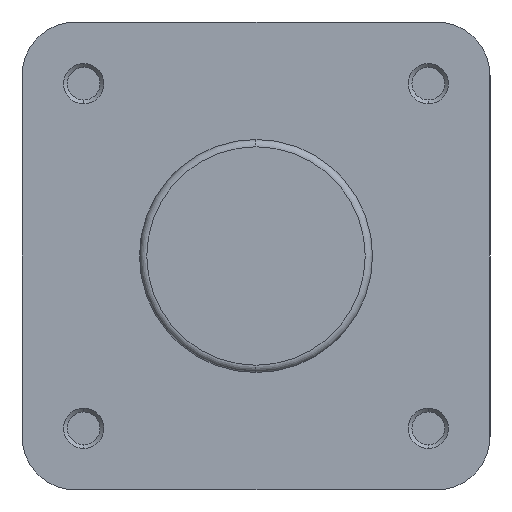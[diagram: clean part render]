
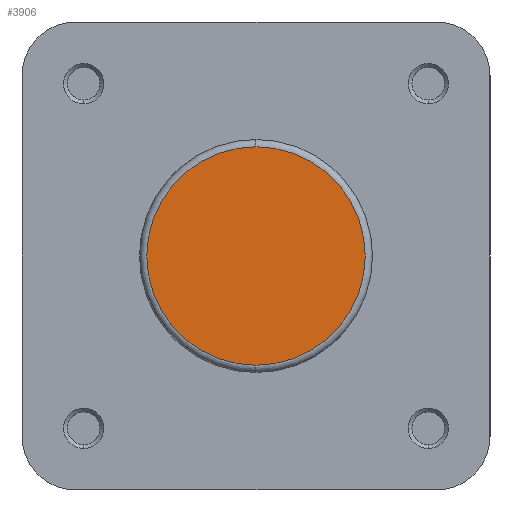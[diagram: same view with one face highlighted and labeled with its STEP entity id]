
A CAD part, left-side view. The second image highlights one B-rep face of the part: STEP entity #3906.
In plain terms, the highlighted planar face has unit normal (-1, 0, 0).
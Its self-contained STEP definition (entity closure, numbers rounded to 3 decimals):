
#554 = EDGE_CURVE ( 'NONE', #4219, #4141, #3212, .T. ) ;
#661 = EDGE_CURVE ( 'NONE', #4141, #4219, #3363, .T. ) ;
#798 = AXIS2_PLACEMENT_3D ( 'NONE', #4845, #4846, #4847 ) ;
#852 = AXIS2_PLACEMENT_3D ( 'NONE', #5120, #5122, #5123 ) ;
#949 = AXIS2_PLACEMENT_3D ( 'NONE', #1519, #1522, #1523 ) ;
#1519 = CARTESIAN_POINT ( 'NONE',  ( 0., 23.9, 0. ) ) ;
#1520 = PLANE ( 'NONE',  #949 ) ;
#1522 = DIRECTION ( 'NONE',  ( 1., 0., 0. ) ) ;
#1523 = DIRECTION ( 'NONE',  ( 0., 0., -1. ) ) ;
#2139 = CARTESIAN_POINT ( 'NONE',  ( 0., 0., 22.4 ) ) ;
#2217 = CARTESIAN_POINT ( 'NONE',  ( 0., 0., -22.4 ) ) ;
#2515 = EDGE_LOOP ( 'NONE', ( #2577, #2601 ) ) ;
#2577 = ORIENTED_EDGE ( 'NONE', *, *, #554, .T. ) ;
#2601 = ORIENTED_EDGE ( 'NONE', *, *, #661, .T. ) ;
#3212 = CIRCLE ( 'NONE', #798, 22.4 ) ;
#3363 = CIRCLE ( 'NONE', #852, 22.4 ) ;
#3550 = FACE_OUTER_BOUND ( 'NONE', #2515, .T. ) ;
#3906 = ADVANCED_FACE ( 'NONE', ( #3550 ), #1520, .F. ) ;
#4141 = VERTEX_POINT ( 'NONE', #2139 ) ;
#4219 = VERTEX_POINT ( 'NONE', #2217 ) ;
#4845 = CARTESIAN_POINT ( 'NONE',  ( 0., 0., 0. ) ) ;
#4846 = DIRECTION ( 'NONE',  ( -1., 0., 0. ) ) ;
#4847 = DIRECTION ( 'NONE',  ( 0., 0., -1. ) ) ;
#5120 = CARTESIAN_POINT ( 'NONE',  ( 0., 0., 0. ) ) ;
#5122 = DIRECTION ( 'NONE',  ( -1., 0., 0. ) ) ;
#5123 = DIRECTION ( 'NONE',  ( 0., 0., -1. ) ) ;
